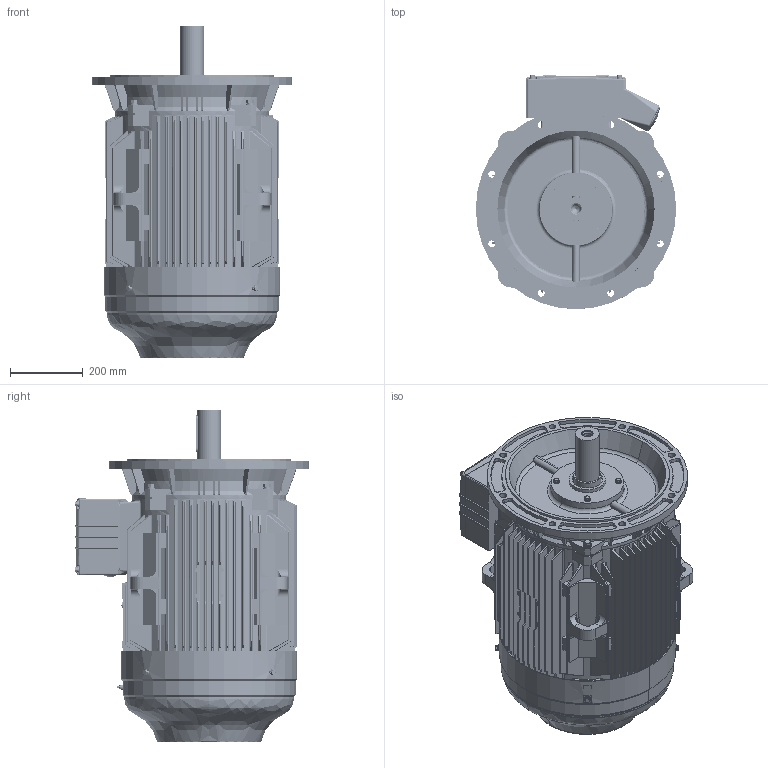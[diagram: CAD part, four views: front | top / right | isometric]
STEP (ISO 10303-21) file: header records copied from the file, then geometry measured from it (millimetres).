
FILE_DESCRIPTION (( 'STEP AP203' ), '1' );
FILE_NAME ('WE250M-468-B5.STEP', '2017-06-27T09:08:32', ( 'Sky123.Org' ), ( 'Sky123.Org' ), 'SwSTEP 2.0', 'SolidWorks 2012', '' );
FILE_SCHEMA (( 'CONFIG_CONTROL_DESIGN' ));
Products named in the file (1): WE250M-468-B5
Bounding box: 550 x 643.75 x 911 mm (x, y, z)
Volume: 94730757 mm3; surface area: 5326887.8 mm2
Topology: 74 solids, 75 shells, 7585 faces, 21970 edges, 14659 vertices
Faces by surface type: cylinder 3440, plane 3223, cone 591, bspline 182, torus 133, sphere 16
Entity records: 312750 total; most frequent: CARTESIAN_POINT 117268, ORIENTED_EDGE 43888, DIRECTION 36578, EDGE_CURVE 21944, VERTEX_POINT 14655, AXIS2_PLACEMENT_3D 12867, LINE 10844, VECTOR 10844
